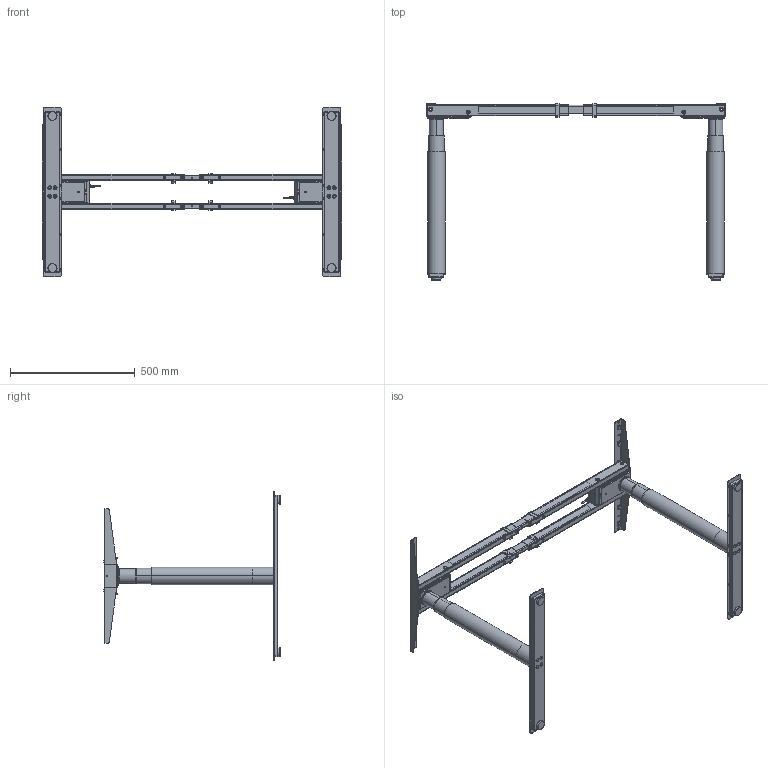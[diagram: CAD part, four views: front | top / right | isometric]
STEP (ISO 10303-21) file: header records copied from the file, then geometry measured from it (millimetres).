
FILE_DESCRIPTION (( 'STEP AP203' ), '1' );
FILE_NAME ('CR24153132AxxG_Classic Round Flex 2c_3S, Frame Flextubes Fl1145.STEP', '2024-08-13T09:33:19', ( '' ), ( '' ), 'SwSTEP 2.0', 'SolidWorks 2021', '' );
FILE_SCHEMA (( 'CONFIG_CONTROL_DESIGN' ));
Products named in the file (1): CR24153132AxxG_Classic Round Flex 2c_3S, Frame Flextubes Fl1145
Bounding box: 1200 x 705.65 x 680 mm (x, y, z)
Surface area: 2075402.2 mm2 (no closed solid volume)
Topology: 0 solids, 516 shells, 1431 faces, 6131 edges, 5044 vertices
Faces by surface type: plane 624, cylinder 485, torus 177, bspline 93, cone 40, sphere 12
Entity records: 66590 total; most frequent: CARTESIAN_POINT 18495, DIRECTION 10100, ORIENTED_EDGE 7794, EDGE_CURVE 6131, VERTEX_POINT 5044, AXIS2_PLACEMENT_3D 3411, VECTOR 3278, LINE 3278
